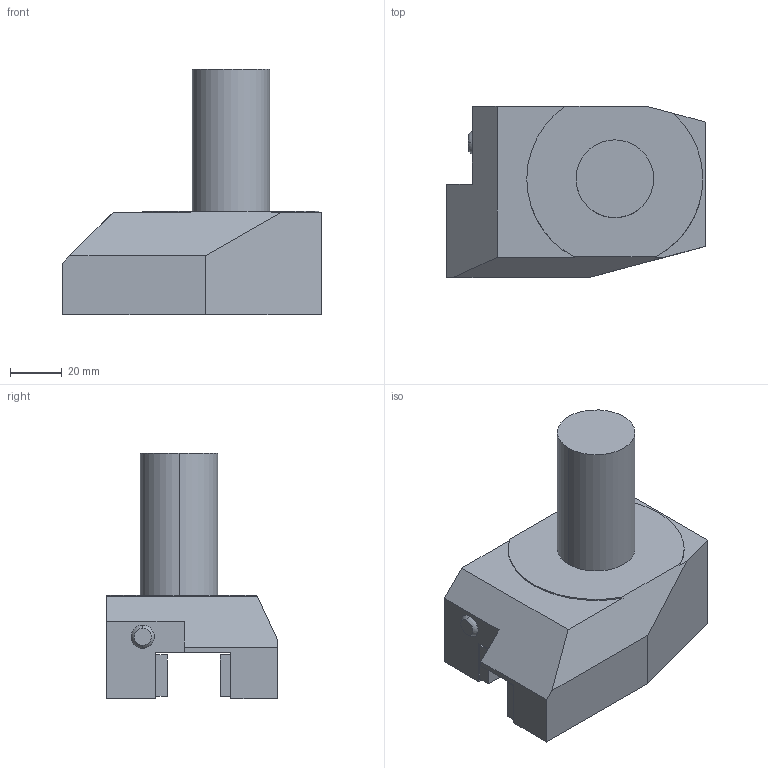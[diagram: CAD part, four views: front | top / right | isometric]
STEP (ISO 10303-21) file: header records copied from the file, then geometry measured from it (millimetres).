
FILE_DESCRIPTION(/* description */ (''),/* implementation_level */ '2;1');
FILE_NAME(/* name */ 'VDI.30-B5.20.40.stp',/* time_stamp */ '2024-10-02T08:07:55+02:00',/* author */ (''),/* organization */ (''),/* preprocessor_version */ 'ST-DEVELOPER v16.7',/* originating_system */ 'SIEMENS PLM Software NX 12.0',/* authorisation */ '');
FILE_SCHEMA (('AUTOMOTIVE_DESIGN { 1 0 10303 214 3 1 1 1 }'));
Length unit declared in the file: millimetre
Products named in the file (1): pf6624DC61AFpnjt
Bounding box: 100 x 66 x 95 mm (x, y, z)
Volume: 227263.1 mm3; surface area: 32441.3 mm2
Topology: 1 solids, 1 shells, 37 faces, 95 edges, 64 vertices
Faces by surface type: plane 30, cylinder 5, sphere 2
Entity records: 1188 total; most frequent: CARTESIAN_POINT 206, DIRECTION 193, ORIENTED_EDGE 190, EDGE_CURVE 95, LINE 75, VECTOR 75, VERTEX_POINT 64, AXIS2_PLACEMENT_3D 59
